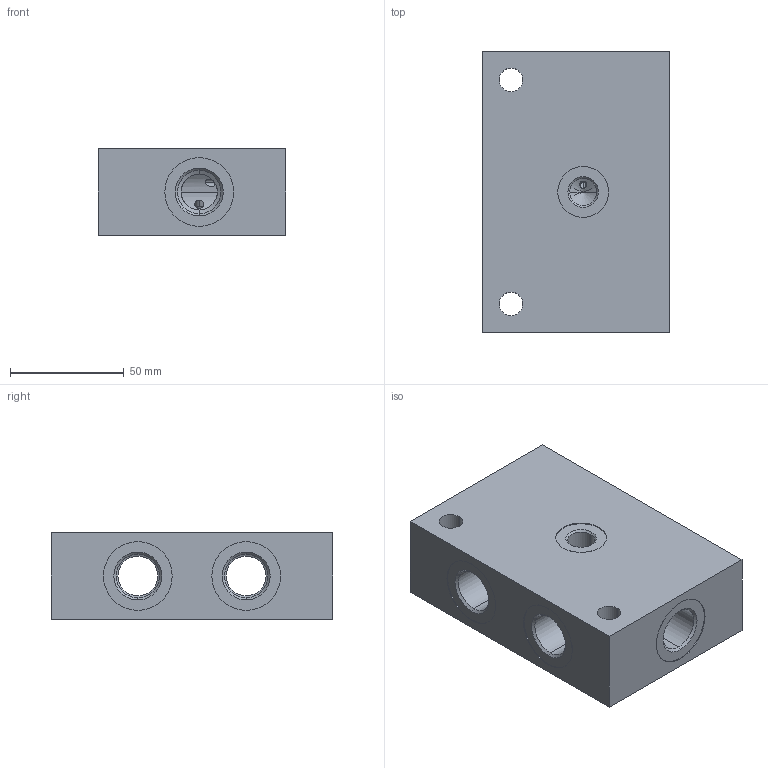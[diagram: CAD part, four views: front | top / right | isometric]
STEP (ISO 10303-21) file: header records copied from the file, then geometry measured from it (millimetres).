
FILE_DESCRIPTION((''),'2;1');
FILE_NAME('YHV_ASM','2023-05-23T',('ProEService'),(''),'PRO/ENGINEER BY PARAMETRIC TECHNOLOGY CORPORATION, 2014200','PRO/ENGINEER BY PARAMETRIC TECHNOLOGY CORPORATION, 2014200','');
FILE_SCHEMA(('CONFIG_CONTROL_DESIGN'));
Length unit declared in the file: inch
Products named in the file (3): 150-033-005; CSZNXXN; YHV_ASM
Assembly tree (2 placements, depth 2):
  YHV_ASM
    150-033-005
    CSZNXXN
Bounding box: 82.55 x 123.83 x 38.1 mm (x, y, z)
Volume: 294832.8 mm3; surface area: 52562.6 mm2
Topology: 1 solids, 1 shells, 109 faces, 461 edges, 455 vertices
Faces by surface type: cylinder 56, cone 38, plane 15
Entity records: 5315 total; most frequent: CARTESIAN_POINT 1578, DIRECTION 793, ORIENTED_EDGE 518, VECTOR 309, LINE 309, EDGE_CURVE 259, AXIS2_PLACEMENT_3D 242, TRIMMED_CURVE 200
